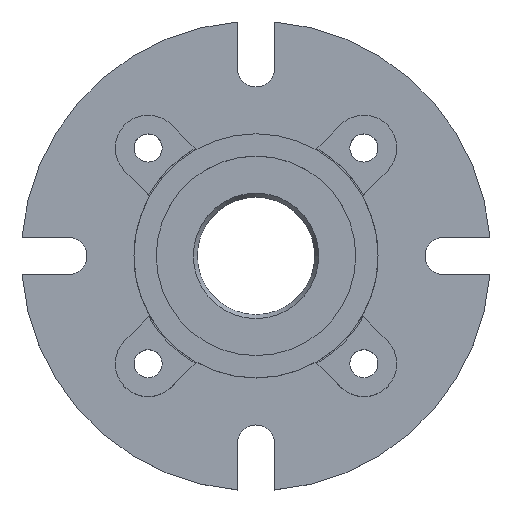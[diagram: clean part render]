
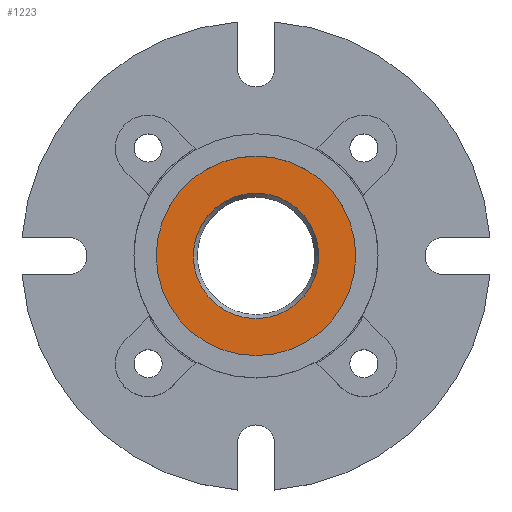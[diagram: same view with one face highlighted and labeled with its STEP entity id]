
A CAD part, top view. The second image highlights one B-rep face of the part: STEP entity #1223.
In plain terms, the highlighted planar face has unit normal (0, 0, 1).
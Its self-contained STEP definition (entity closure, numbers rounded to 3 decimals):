
#45=FACE_BOUND('',#305,.T.);
#155=CIRCLE('',#1355,26.732);
#156=CIRCLE('',#1357,42.5);
#215=FACE_OUTER_BOUND('',#304,.T.);
#304=EDGE_LOOP('',(#1058));
#305=EDGE_LOOP('',(#1059));
#625=VERTEX_POINT('',#2065);
#626=VERTEX_POINT('',#2068);
#787=EDGE_CURVE('',#625,#625,#155,.T.);
#788=EDGE_CURVE('',#626,#626,#156,.T.);
#1058=ORIENTED_EDGE('',*,*,#788,.F.);
#1059=ORIENTED_EDGE('',*,*,#787,.T.);
#1158=PLANE('',#1356);
#1223=ADVANCED_FACE('',(#215,#45),#1158,.T.);
#1355=AXIS2_PLACEMENT_3D('',#2066,#1711,#1712);
#1356=AXIS2_PLACEMENT_3D('',#2067,#1713,#1714);
#1357=AXIS2_PLACEMENT_3D('',#2069,#1715,#1716);
#1711=DIRECTION('center_axis',(0.,0.,-1.));
#1712=DIRECTION('ref_axis',(0.,1.,0.));
#1713=DIRECTION('center_axis',(0.,0.,1.));
#1714=DIRECTION('ref_axis',(1.,0.,0.));
#1715=DIRECTION('center_axis',(0.,0.,-1.));
#1716=DIRECTION('ref_axis',(0.,1.,0.));
#2065=CARTESIAN_POINT('',(0.,26.732,30.));
#2066=CARTESIAN_POINT('Origin',(0.,0.,30.));
#2067=CARTESIAN_POINT('Origin',(0.,34.616,30.));
#2068=CARTESIAN_POINT('',(0.,42.5,30.));
#2069=CARTESIAN_POINT('Origin',(0.,0.,30.));
